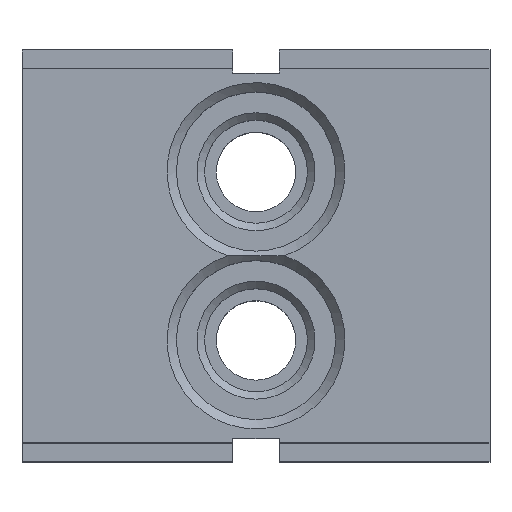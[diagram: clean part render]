
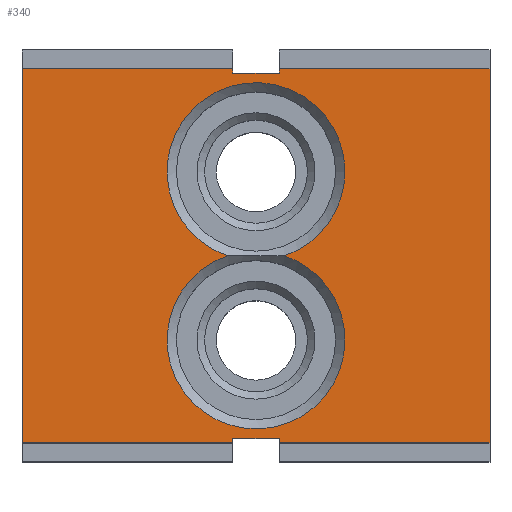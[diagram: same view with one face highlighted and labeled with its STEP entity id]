
A CAD part, top view. The second image highlights one B-rep face of the part: STEP entity #340.
In plain terms, the highlighted planar face has unit normal (0, 0, 1).
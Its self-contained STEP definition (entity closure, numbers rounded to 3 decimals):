
#340 = ADVANCED_FACE( '', ( #892, #893 ), #894, .T. );
#892 = FACE_BOUND( '', #1703, .T. );
#893 = FACE_OUTER_BOUND( '', #1704, .T. );
#894 = PLANE( '', #1705 );
#1703 = EDGE_LOOP( '', ( #2557, #2558 ) );
#1704 = EDGE_LOOP( '', ( #2559, #2560, #2561, #2562, #2563, #2564, #2565, #2566, #2567, #2568, #2569, #2570 ) );
#1705 = AXIS2_PLACEMENT_3D( '', #2571, #2572, #2573 );
#2557 = ORIENTED_EDGE( '', *, *, #4931, .T. );
#2558 = ORIENTED_EDGE( '', *, *, #4932, .T. );
#2559 = ORIENTED_EDGE( '', *, *, #4933, .T. );
#2560 = ORIENTED_EDGE( '', *, *, #4934, .F. );
#2561 = ORIENTED_EDGE( '', *, *, #4935, .F. );
#2562 = ORIENTED_EDGE( '', *, *, #4936, .F. );
#2563 = ORIENTED_EDGE( '', *, *, #4937, .F. );
#2564 = ORIENTED_EDGE( '', *, *, #4938, .F. );
#2565 = ORIENTED_EDGE( '', *, *, #4939, .T. );
#2566 = ORIENTED_EDGE( '', *, *, #4940, .T. );
#2567 = ORIENTED_EDGE( '', *, *, #4941, .F. );
#2568 = ORIENTED_EDGE( '', *, *, #4942, .F. );
#2569 = ORIENTED_EDGE( '', *, *, #4943, .F. );
#2570 = ORIENTED_EDGE( '', *, *, #4944, .T. );
#2571 = CARTESIAN_POINT( '', ( -25., -22., 25. ) );
#2572 = DIRECTION( '', ( 0., 0., 1. ) );
#2573 = DIRECTION( '', ( 1., 0., 0. ) );
#4931 = EDGE_CURVE( '', #5929, #5930, #5931, .F. );
#4932 = EDGE_CURVE( '', #5930, #5929, #5932, .F. );
#4933 = EDGE_CURVE( '', #5933, #5934, #5935, .T. );
#4934 = EDGE_CURVE( '', #5936, #5934, #5937, .T. );
#4935 = EDGE_CURVE( '', #5938, #5936, #5939, .T. );
#4936 = EDGE_CURVE( '', #5940, #5938, #5941, .T. );
#4937 = EDGE_CURVE( '', #5942, #5940, #5943, .T. );
#4938 = EDGE_CURVE( '', #5944, #5942, #5945, .T. );
#4939 = EDGE_CURVE( '', #5944, #5946, #5947, .T. );
#4940 = EDGE_CURVE( '', #5946, #5948, #5949, .T. );
#4941 = EDGE_CURVE( '', #5950, #5948, #5951, .T. );
#4942 = EDGE_CURVE( '', #5952, #5950, #5953, .T. );
#4943 = EDGE_CURVE( '', #5954, #5952, #5955, .T. );
#4944 = EDGE_CURVE( '', #5954, #5933, #5956, .T. );
#5929 = VERTEX_POINT( '', #7409 );
#5930 = VERTEX_POINT( '', #7410 );
#5931 = CIRCLE( '', #7411, 9.5 );
#5932 = CIRCLE( '', #7412, 9.5 );
#5933 = VERTEX_POINT( '', #7413 );
#5934 = VERTEX_POINT( '', #7414 );
#5935 = LINE( '', #7415, #7416 );
#5936 = VERTEX_POINT( '', #7417 );
#5937 = LINE( '', #7418, #7419 );
#5938 = VERTEX_POINT( '', #7420 );
#5939 = LINE( '', #7421, #7422 );
#5940 = VERTEX_POINT( '', #7423 );
#5941 = LINE( '', #7424, #7425 );
#5942 = VERTEX_POINT( '', #7426 );
#5943 = LINE( '', #7427, #7428 );
#5944 = VERTEX_POINT( '', #7429 );
#5945 = LINE( '', #7430, #7431 );
#5946 = VERTEX_POINT( '', #7432 );
#5947 = LINE( '', #7433, #7434 );
#5948 = VERTEX_POINT( '', #7435 );
#5949 = LINE( '', #7436, #7437 );
#5950 = VERTEX_POINT( '', #7438 );
#5951 = LINE( '', #7439, #7440 );
#5952 = VERTEX_POINT( '', #7441 );
#5953 = LINE( '', #7442, #7443 );
#5954 = VERTEX_POINT( '', #7444 );
#5955 = LINE( '', #7445, #7446 );
#5956 = LINE( '', #7447, #7448 );
#7409 = CARTESIAN_POINT( '', ( 3.041, 0., 25. ) );
#7410 = CARTESIAN_POINT( '', ( -3.041, 0., 25. ) );
#7411 = AXIS2_PLACEMENT_3D( '', #9538, #9539, #9540 );
#7412 = AXIS2_PLACEMENT_3D( '', #9541, #9542, #9543 );
#7413 = CARTESIAN_POINT( '', ( -25., 20., 25. ) );
#7414 = CARTESIAN_POINT( '', ( -25., -20., 25. ) );
#7415 = CARTESIAN_POINT( '', ( -25., 22., 25. ) );
#7416 = VECTOR( '', #9544, 1000. );
#7417 = CARTESIAN_POINT( '', ( -2.5, -20., 25. ) );
#7418 = CARTESIAN_POINT( '', ( 25., -20., 25. ) );
#7419 = VECTOR( '', #9545, 1000. );
#7420 = CARTESIAN_POINT( '', ( -2.5, -19.5, 25. ) );
#7421 = CARTESIAN_POINT( '', ( -2.5, -19.5, 25. ) );
#7422 = VECTOR( '', #9546, 1000. );
#7423 = CARTESIAN_POINT( '', ( 2.5, -19.5, 25. ) );
#7424 = CARTESIAN_POINT( '', ( 2.5, -19.5, 25. ) );
#7425 = VECTOR( '', #9547, 1000. );
#7426 = CARTESIAN_POINT( '', ( 2.5, -20., 25. ) );
#7427 = CARTESIAN_POINT( '', ( 2.5, -22., 25. ) );
#7428 = VECTOR( '', #9548, 1000. );
#7429 = CARTESIAN_POINT( '', ( 25., -20., 25. ) );
#7430 = CARTESIAN_POINT( '', ( 25., -20., 25. ) );
#7431 = VECTOR( '', #9549, 1000. );
#7432 = CARTESIAN_POINT( '', ( 25., 20., 25. ) );
#7433 = CARTESIAN_POINT( '', ( 25., -22., 25. ) );
#7434 = VECTOR( '', #9550, 1000. );
#7435 = CARTESIAN_POINT( '', ( 2.5, 20., 25. ) );
#7436 = CARTESIAN_POINT( '', ( 25., 20., 25. ) );
#7437 = VECTOR( '', #9551, 1000. );
#7438 = CARTESIAN_POINT( '', ( 2.5, 19.5, 25. ) );
#7439 = CARTESIAN_POINT( '', ( 2.5, 19.5, 25. ) );
#7440 = VECTOR( '', #9552, 1000. );
#7441 = CARTESIAN_POINT( '', ( -2.5, 19.5, 25. ) );
#7442 = CARTESIAN_POINT( '', ( -2.5, 19.5, 25. ) );
#7443 = VECTOR( '', #9553, 1000. );
#7444 = CARTESIAN_POINT( '', ( -2.5, 20., 25. ) );
#7445 = CARTESIAN_POINT( '', ( -2.5, 22., 25. ) );
#7446 = VECTOR( '', #9554, 1000. );
#7447 = CARTESIAN_POINT( '', ( 25., 20., 25. ) );
#7448 = VECTOR( '', #9555, 1000. );
#9538 = CARTESIAN_POINT( '', ( 0., -9., 25. ) );
#9539 = DIRECTION( '', ( 0., 0., 1. ) );
#9540 = DIRECTION( '', ( 1., 0., 0. ) );
#9541 = CARTESIAN_POINT( '', ( 0., 9., 25. ) );
#9542 = DIRECTION( '', ( 0., 0., 1. ) );
#9543 = DIRECTION( '', ( 1., 0., 0. ) );
#9544 = DIRECTION( '', ( 0., -1., 0. ) );
#9545 = DIRECTION( '', ( -1., 0., 0. ) );
#9546 = DIRECTION( '', ( 0., -1., 0. ) );
#9547 = DIRECTION( '', ( -1., 0., 0. ) );
#9548 = DIRECTION( '', ( 0., 1., 0. ) );
#9549 = DIRECTION( '', ( -1., 0., 0. ) );
#9550 = DIRECTION( '', ( 0., 1., 0. ) );
#9551 = DIRECTION( '', ( -1., 0., 0. ) );
#9552 = DIRECTION( '', ( 0., 1., 0. ) );
#9553 = DIRECTION( '', ( 1., 0., 0. ) );
#9554 = DIRECTION( '', ( 0., -1., 0. ) );
#9555 = DIRECTION( '', ( -1., 0., 0. ) );
